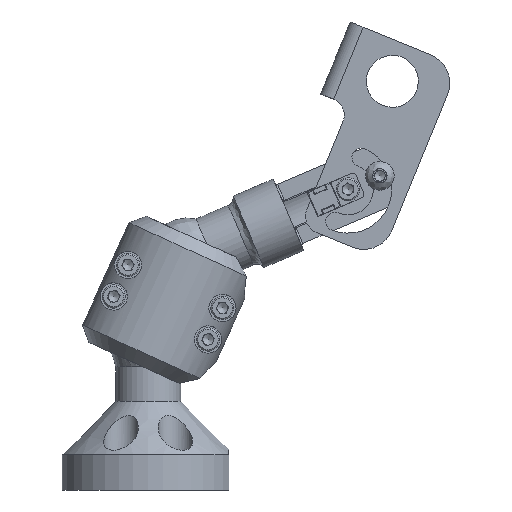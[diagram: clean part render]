
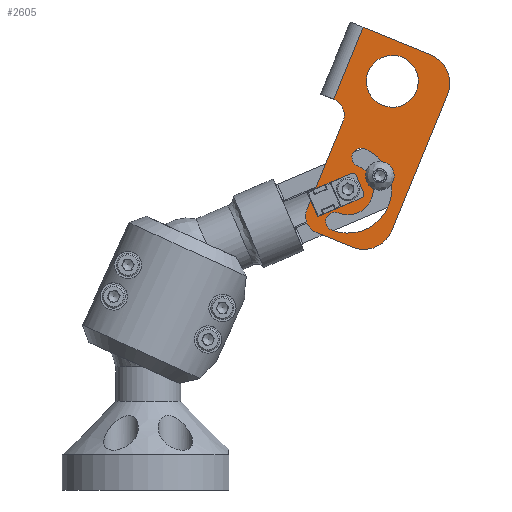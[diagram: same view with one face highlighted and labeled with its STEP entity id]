
A CAD part, front view. The second image highlights one B-rep face of the part: STEP entity #2605.
In plain terms, the highlighted planar face has unit normal (0, -1, 0).
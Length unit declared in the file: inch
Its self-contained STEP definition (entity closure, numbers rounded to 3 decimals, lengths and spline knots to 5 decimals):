
#4 = LINE ( 'NONE', #1960, #4541 ) ;
#27 = ORIENTED_EDGE ( 'NONE', *, *, #2192, .F. ) ;
#36 = DIRECTION ( 'NONE',  ( 0., 1., 0. ) ) ;
#72 = DIRECTION ( 'NONE',  ( 0., 1., 0. ) ) ;
#199 = VERTEX_POINT ( 'NONE', #9124 ) ;
#209 = ORIENTED_EDGE ( 'NONE', *, *, #8106, .F. ) ;
#352 = ORIENTED_EDGE ( 'NONE', *, *, #2588, .T. ) ;
#364 = VECTOR ( 'NONE', #1647, 39.37008 ) ;
#442 = EDGE_CURVE ( 'NONE', #4249, #832, #12522, .T. ) ;
#638 = FACE_OUTER_BOUND ( 'NONE', #11799, .T. ) ;
#755 = CIRCLE ( 'NONE', #9086, 0.633 ) ;
#832 = VERTEX_POINT ( 'NONE', #11034 ) ;
#941 = EDGE_CURVE ( 'NONE', #3588, #11155, #12151, .T. ) ;
#975 = CIRCLE ( 'NONE', #5215, 0.14063 ) ;
#1052 = EDGE_LOOP ( 'NONE', ( #352 ) ) ;
#1126 = VECTOR ( 'NONE', #5157, 39.37008 ) ;
#1241 = CARTESIAN_POINT ( 'NONE',  ( 2.35469, -1.35782, 3.74824 ) ) ;
#1294 = DIRECTION ( 'NONE',  ( -0.925, 0., 0.38 ) ) ;
#1647 = DIRECTION ( 'NONE',  ( 0.925, 0., -0.38 ) ) ;
#1664 = VERTEX_POINT ( 'NONE', #9337 ) ;
#1753 = DIRECTION ( 'NONE',  ( 0.925, 0., -0.38 ) ) ;
#1889 = CARTESIAN_POINT ( 'NONE',  ( 1.12709, -1.35782, 4.04931 ) ) ;
#1960 = CARTESIAN_POINT ( 'NONE',  ( 1.93979, -1.35782, 6.68835 ) ) ;
#2124 = VERTEX_POINT ( 'NONE', #11720 ) ;
#2192 = EDGE_CURVE ( 'NONE', #1664, #3588, #10941, .T. ) ;
#2321 = VERTEX_POINT ( 'NONE', #10180 ) ;
#2358 = CARTESIAN_POINT ( 'NONE',  ( 1.41779, -1.35782, 5.41628 ) ) ;
#2378 = CARTESIAN_POINT ( 'NONE',  ( 1.72165, -1.35782, 4.34579 ) ) ;
#2484 = DIRECTION ( 'NONE',  ( 0., 1., 0. ) ) ;
#2588 = EDGE_CURVE ( 'NONE', #11940, #11940, #9126, .T. ) ;
#2605 = ADVANCED_FACE ( 'NONE', ( #638, #4490, #9479, #3542 ), #7442, .F. ) ;
#2609 = CARTESIAN_POINT ( 'NONE',  ( 1.93979, -1.35782, 6.68835 ) ) ;
#2772 = VERTEX_POINT ( 'NONE', #9641 ) ;
#2786 = AXIS2_PLACEMENT_3D ( 'NONE', #11035, #9845, #7886 ) ;
#2936 = CARTESIAN_POINT ( 'NONE',  ( 1.78385, -1.35782, 3.50958 ) ) ;
#3091 = DIRECTION ( 'NONE',  ( -0.925, 0., 0.38 ) ) ;
#3268 = EDGE_CURVE ( 'NONE', #4917, #4249, #4, .T. ) ;
#3312 = CARTESIAN_POINT ( 'NONE',  ( 1.96196, -1.35782, 4.9314 ) ) ;
#3451 = CARTESIAN_POINT ( 'NONE',  ( 2.75666, -1.35782, 5.88024 ) ) ;
#3461 = VERTEX_POINT ( 'NONE', #7419 ) ;
#3534 = AXIS2_PLACEMENT_3D ( 'NONE', #3451, #8231, #1294 ) ;
#3542 = FACE_BOUND ( 'NONE', #9771, .T. ) ;
#3552 = DIRECTION ( 'NONE',  ( -0.925, 0., 0.38 ) ) ;
#3588 = VERTEX_POINT ( 'NONE', #1241 ) ;
#3736 = EDGE_CURVE ( 'NONE', #11155, #2321, #10973, .T. ) ;
#3830 = VECTOR ( 'NONE', #4943, 39.37008 ) ;
#3970 = CIRCLE ( 'NONE', #6839, 0.25 ) ;
#4071 = ORIENTED_EDGE ( 'NONE', *, *, #3736, .F. ) ;
#4249 = VERTEX_POINT ( 'NONE', #4390 ) ;
#4283 = DIRECTION ( 'NONE',  ( 0., 1., 0. ) ) ;
#4288 = LINE ( 'NONE', #12062, #10451 ) ;
#4390 = CARTESIAN_POINT ( 'NONE',  ( 1.93979, -1.35782, 6.68835 ) ) ;
#4395 = DIRECTION ( 'NONE',  ( 0., 1., 0. ) ) ;
#4421 = ORIENTED_EDGE ( 'NONE', *, *, #11535, .T. ) ;
#4490 = FACE_BOUND ( 'NONE', #1052, .T. ) ;
#4541 = VECTOR ( 'NONE', #4925, 39.37008 ) ;
#4600 = DIRECTION ( 'NONE',  ( 0., 1., 0. ) ) ;
#4667 = EDGE_CURVE ( 'NONE', #2124, #10074, #9278, .T. ) ;
#4917 = VERTEX_POINT ( 'NONE', #8868 ) ;
#4925 = DIRECTION ( 'NONE',  ( 0.38, 0., 0.925 ) ) ;
#4943 = DIRECTION ( 'NONE',  ( -0.38, 0., -0.925 ) ) ;
#5157 = DIRECTION ( 'NONE',  ( -0.925, 0., 0.38 ) ) ;
#5215 = AXIS2_PLACEMENT_3D ( 'NONE', #6167, #2484, #5761 ) ;
#5327 = ORIENTED_EDGE ( 'NONE', *, *, #11982, .T. ) ;
#5579 = DIRECTION ( 'NONE',  ( 0.925, 0., -0.38 ) ) ;
#5625 = CIRCLE ( 'NONE', #6453, 0.25 ) ;
#5659 = CARTESIAN_POINT ( 'NONE',  ( 1.58233, -1.35782, 4.00627 ) ) ;
#5761 = DIRECTION ( 'NONE',  ( 0.925, 0., -0.38 ) ) ;
#5951 = CARTESIAN_POINT ( 'NONE',  ( 1.35837, -1.35782, 3.9544 ) ) ;
#6019 = CARTESIAN_POINT ( 'NONE',  ( 2.7092, -1.35782, 5.7646 ) ) ;
#6025 = DIRECTION ( 'NONE',  ( 0., 1., 0. ) ) ;
#6106 = ORIENTED_EDGE ( 'NONE', *, *, #10108, .T. ) ;
#6132 = CARTESIAN_POINT ( 'NONE',  ( 0.80089, -1.35782, 3.91293 ) ) ;
#6167 = CARTESIAN_POINT ( 'NONE',  ( 1.72165, -1.35782, 4.34579 ) ) ;
#6269 = ORIENTED_EDGE ( 'NONE', *, *, #941, .F. ) ;
#6409 = ORIENTED_EDGE ( 'NONE', *, *, #10675, .F. ) ;
#6419 = CARTESIAN_POINT ( 'NONE',  ( 2.36228, -1.35782, 5.90696 ) ) ;
#6431 = CIRCLE ( 'NONE', #7870, 0.133 ) ;
#6453 = AXIS2_PLACEMENT_3D ( 'NONE', #5951, #4283, #3091 ) ;
#6839 = AXIS2_PLACEMENT_3D ( 'NONE', #2358, #7329, #3552 ) ;
#6891 = CARTESIAN_POINT ( 'NONE',  ( 3.32749, -1.35782, 6.1189 ) ) ;
#6924 = EDGE_CURVE ( 'NONE', #199, #7900, #4288, .T. ) ;
#6965 = ORIENTED_EDGE ( 'NONE', *, *, #4667, .T. ) ;
#7329 = DIRECTION ( 'NONE',  ( 0., 1., 0. ) ) ;
#7419 = CARTESIAN_POINT ( 'NONE',  ( 1.48134, -1.35782, 3.76018 ) ) ;
#7442 = PLANE ( 'NONE',  #8114 ) ;
#7656 = AXIS2_PLACEMENT_3D ( 'NONE', #10475, #4600, #1753 ) ;
#7706 = CARTESIAN_POINT ( 'NONE',  ( 1.93979, -1.35782, 6.68835 ) ) ;
#7870 = AXIS2_PLACEMENT_3D ( 'NONE', #9985, #72, #10688 ) ;
#7886 = DIRECTION ( 'NONE',  ( 0.925, 0., -0.38 ) ) ;
#7900 = VERTEX_POINT ( 'NONE', #1889 ) ;
#7999 = DIRECTION ( 'NONE',  ( -0.38, 0., -0.925 ) ) ;
#8106 = EDGE_CURVE ( 'NONE', #832, #1664, #11884, .T. ) ;
#8114 = AXIS2_PLACEMENT_3D ( 'NONE', #2609, #6025, #9921 ) ;
#8231 = DIRECTION ( 'NONE',  ( 0., 1., 0. ) ) ;
#8868 = CARTESIAN_POINT ( 'NONE',  ( 1.5127, -1.35782, 5.64757 ) ) ;
#9086 = AXIS2_PLACEMENT_3D ( 'NONE', #2378, #4395, #11020 ) ;
#9124 = CARTESIAN_POINT ( 'NONE',  ( 1.64908, -1.35782, 5.32138 ) ) ;
#9126 = CIRCLE ( 'NONE', #10949, 0.375 ) ;
#9278 = CIRCLE ( 'NONE', #7656, 0.133 ) ;
#9337 = CARTESIAN_POINT ( 'NONE',  ( 3.16141, -1.35782, 5.71415 ) ) ;
#9479 = FACE_BOUND ( 'NONE', #11449, .T. ) ;
#9564 = ORIENTED_EDGE ( 'NONE', *, *, #10600, .T. ) ;
#9641 = CARTESIAN_POINT ( 'NONE',  ( 1.85175, -1.35782, 4.29241 ) ) ;
#9771 = EDGE_LOOP ( 'NONE', ( #6106, #5327, #11839, #6965 ) ) ;
#9845 = DIRECTION ( 'NONE',  ( 0., 1., 0. ) ) ;
#9921 = DIRECTION ( 'NONE',  ( 0.925, 0., -0.38 ) ) ;
#9927 = AXIS2_PLACEMENT_3D ( 'NONE', #11663, #36, #11846 ) ;
#9953 = EDGE_CURVE ( 'NONE', #2124, #12561, #10702, .T. ) ;
#9985 = CARTESIAN_POINT ( 'NONE',  ( 1.53183, -1.35782, 3.88322 ) ) ;
#10074 = VERTEX_POINT ( 'NONE', #3312 ) ;
#10108 = EDGE_CURVE ( 'NONE', #10074, #3461, #755, .T. ) ;
#10180 = CARTESIAN_POINT ( 'NONE',  ( 1.26346, -1.35782, 3.72312 ) ) ;
#10308 = DIRECTION ( 'NONE',  ( 0., 1., 0. ) ) ;
#10451 = VECTOR ( 'NONE', #7999, 39.37008 ) ;
#10475 = CARTESIAN_POINT ( 'NONE',  ( 1.91147, -1.35782, 4.80836 ) ) ;
#10600 = EDGE_CURVE ( 'NONE', #2772, #2772, #975, .T. ) ;
#10675 = EDGE_CURVE ( 'NONE', #2321, #7900, #5625, .T. ) ;
#10688 = DIRECTION ( 'NONE',  ( 0.925, 0., -0.38 ) ) ;
#10702 = CIRCLE ( 'NONE', #2786, 0.367 ) ;
#10805 = ORIENTED_EDGE ( 'NONE', *, *, #6924, .T. ) ;
#10941 = LINE ( 'NONE', #6891, #3830 ) ;
#10949 = AXIS2_PLACEMENT_3D ( 'NONE', #6419, #10308, #5579 ) ;
#10973 = LINE ( 'NONE', #6132, #1126 ) ;
#11020 = DIRECTION ( 'NONE',  ( 0.925, 0., -0.38 ) ) ;
#11034 = CARTESIAN_POINT ( 'NONE',  ( 2.92275, -1.35782, 6.28499 ) ) ;
#11035 = CARTESIAN_POINT ( 'NONE',  ( 1.72165, -1.35782, 4.34579 ) ) ;
#11155 = VERTEX_POINT ( 'NONE', #2936 ) ;
#11449 = EDGE_LOOP ( 'NONE', ( #9564 ) ) ;
#11535 = EDGE_CURVE ( 'NONE', #4917, #199, #3970, .T. ) ;
#11663 = CARTESIAN_POINT ( 'NONE',  ( 1.94994, -1.35782, 3.91432 ) ) ;
#11720 = CARTESIAN_POINT ( 'NONE',  ( 1.86097, -1.35782, 4.68532 ) ) ;
#11799 = EDGE_LOOP ( 'NONE', ( #209, #12267, #11858, #4421, #10805, #6409, #4071, #6269, #27 ) ) ;
#11839 = ORIENTED_EDGE ( 'NONE', *, *, #9953, .F. ) ;
#11846 = DIRECTION ( 'NONE',  ( -0.925, 0., 0.38 ) ) ;
#11858 = ORIENTED_EDGE ( 'NONE', *, *, #3268, .F. ) ;
#11884 = CIRCLE ( 'NONE', #3534, 0.4375 ) ;
#11940 = VERTEX_POINT ( 'NONE', #6019 ) ;
#11982 = EDGE_CURVE ( 'NONE', #3461, #12561, #6431, .T. ) ;
#12062 = CARTESIAN_POINT ( 'NONE',  ( 2.17107, -1.35782, 6.59344 ) ) ;
#12151 = CIRCLE ( 'NONE', #9927, 0.4375 ) ;
#12267 = ORIENTED_EDGE ( 'NONE', *, *, #442, .F. ) ;
#12522 = LINE ( 'NONE', #7706, #364 ) ;
#12561 = VERTEX_POINT ( 'NONE', #5659 ) ;
